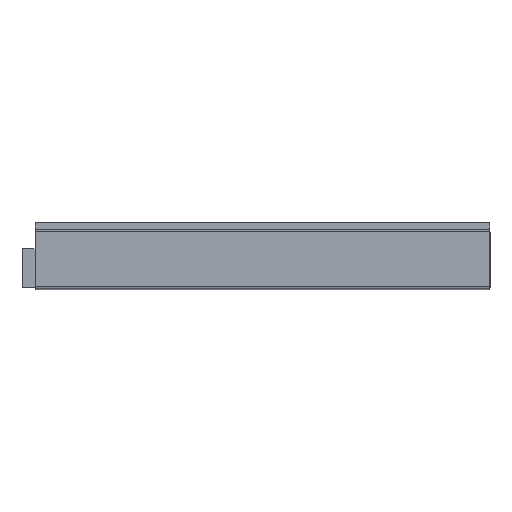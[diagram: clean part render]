
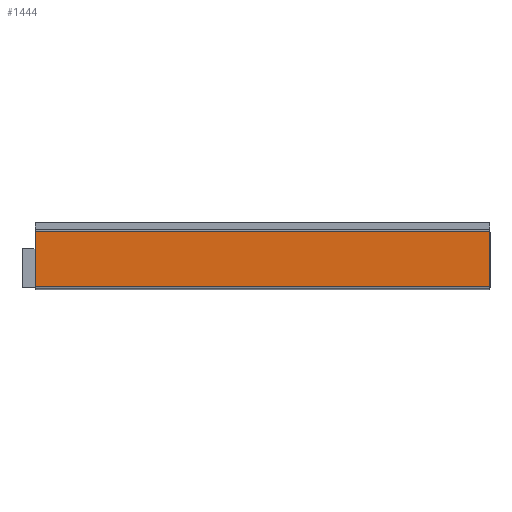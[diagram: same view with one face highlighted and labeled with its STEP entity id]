
A CAD part, top view. The second image highlights one B-rep face of the part: STEP entity #1444.
In plain terms, the highlighted planar face has unit normal (0, 0, 1).
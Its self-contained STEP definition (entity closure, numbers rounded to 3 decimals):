
#9 = DIRECTION ( 'NONE',  ( 0., 0., -1. ) ) ;
#48 = FACE_OUTER_BOUND ( 'NONE', #528, .T. ) ;
#269 = EDGE_CURVE ( 'NONE', #979, #1330, #890, .T. ) ;
#318 = CARTESIAN_POINT ( 'NONE',  ( -2., 0.7, 0. ) ) ;
#363 = CARTESIAN_POINT ( 'NONE',  ( 102.8, 0., 0. ) ) ;
#390 = DIRECTION ( 'NONE',  ( -1., 0., 0. ) ) ;
#528 = EDGE_LOOP ( 'NONE', ( #1059, #570, #1847, #1903 ) ) ;
#570 = ORIENTED_EDGE ( 'NONE', *, *, #1875, .T. ) ;
#589 = DIRECTION ( 'NONE',  ( 0., -1., 0. ) ) ;
#678 = CARTESIAN_POINT ( 'NONE',  ( 102.8, 0.7, 0. ) ) ;
#680 = EDGE_CURVE ( 'NONE', #2304, #2357, #2365, .T. ) ;
#776 = DIRECTION ( 'NONE',  ( -1., 0., 0. ) ) ;
#890 = LINE ( 'NONE', #946, #2311 ) ;
#927 = PLANE ( 'NONE',  #2284 ) ;
#933 = LINE ( 'NONE', #2294, #2238 ) ;
#946 = CARTESIAN_POINT ( 'NONE',  ( -2., 13.4, 0. ) ) ;
#959 = CARTESIAN_POINT ( 'NONE',  ( -2., 13.4, 0. ) ) ;
#979 = VERTEX_POINT ( 'NONE', #1754 ) ;
#1059 = ORIENTED_EDGE ( 'NONE', *, *, #680, .T. ) ;
#1228 = CARTESIAN_POINT ( 'NONE',  ( -2., 0.7, 0. ) ) ;
#1254 = DIRECTION ( 'NONE',  ( 1., 0., 0. ) ) ;
#1330 = VERTEX_POINT ( 'NONE', #959 ) ;
#1444 = ADVANCED_FACE ( 'NONE', ( #48 ), #927, .F. ) ;
#1484 = EDGE_CURVE ( 'NONE', #1330, #2304, #933, .T. ) ;
#1754 = CARTESIAN_POINT ( 'NONE',  ( 102.8, 13.4, 0. ) ) ;
#1808 = VECTOR ( 'NONE', #1851, 1000. ) ;
#1847 = ORIENTED_EDGE ( 'NONE', *, *, #269, .T. ) ;
#1851 = DIRECTION ( 'NONE',  ( 0., 1., 0. ) ) ;
#1875 = EDGE_CURVE ( 'NONE', #2357, #979, #1983, .T. ) ;
#1903 = ORIENTED_EDGE ( 'NONE', *, *, #1484, .T. ) ;
#1918 = VECTOR ( 'NONE', #1254, 1000. ) ;
#1983 = LINE ( 'NONE', #363, #1808 ) ;
#2056 = CARTESIAN_POINT ( 'NONE',  ( 0., 0., 0. ) ) ;
#2238 = VECTOR ( 'NONE', #589, 1000. ) ;
#2284 = AXIS2_PLACEMENT_3D ( 'NONE', #2056, #9, #390 ) ;
#2294 = CARTESIAN_POINT ( 'NONE',  ( -2., 0., 0. ) ) ;
#2304 = VERTEX_POINT ( 'NONE', #1228 ) ;
#2311 = VECTOR ( 'NONE', #776, 1000. ) ;
#2357 = VERTEX_POINT ( 'NONE', #678 ) ;
#2365 = LINE ( 'NONE', #318, #1918 ) ;
